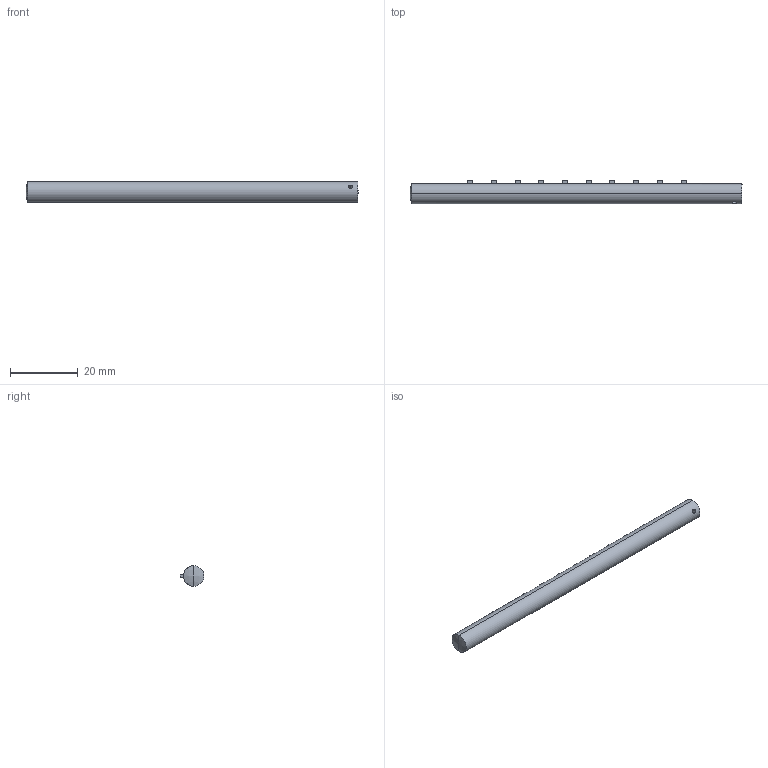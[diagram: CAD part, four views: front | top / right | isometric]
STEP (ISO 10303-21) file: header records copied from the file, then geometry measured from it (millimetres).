
FILE_DESCRIPTION (( 'STEP AP214' ), '1' );
FILE_NAME ('Operand Group - Digits Axle.STEP', '2025-07-06T08:35:27', ( '' ), ( '' ), 'SwSTEP 2.0', 'SolidWorks 2025', '' );
FILE_SCHEMA (( 'AUTOMOTIVE_DESIGN' ));
Length unit declared in the file: millimetre
Products named in the file (1): Operand Group - Digits Axle
Bounding box: 98 x 7 x 6 mm (x, y, z)
Volume: 2754.7 mm3; surface area: 3114.5 mm2
Topology: 2 solids, 2 shells, 60 faces, 172 edges, 114 vertices
Faces by surface type: plane 53, cylinder 5, sphere 2
Entity records: 2009 total; most frequent: CARTESIAN_POINT 416, ORIENTED_EDGE 344, DIRECTION 287, EDGE_CURVE 172, VECTOR 151, LINE 151, VERTEX_POINT 114, AXIS2_PLACEMENT_3D 68
